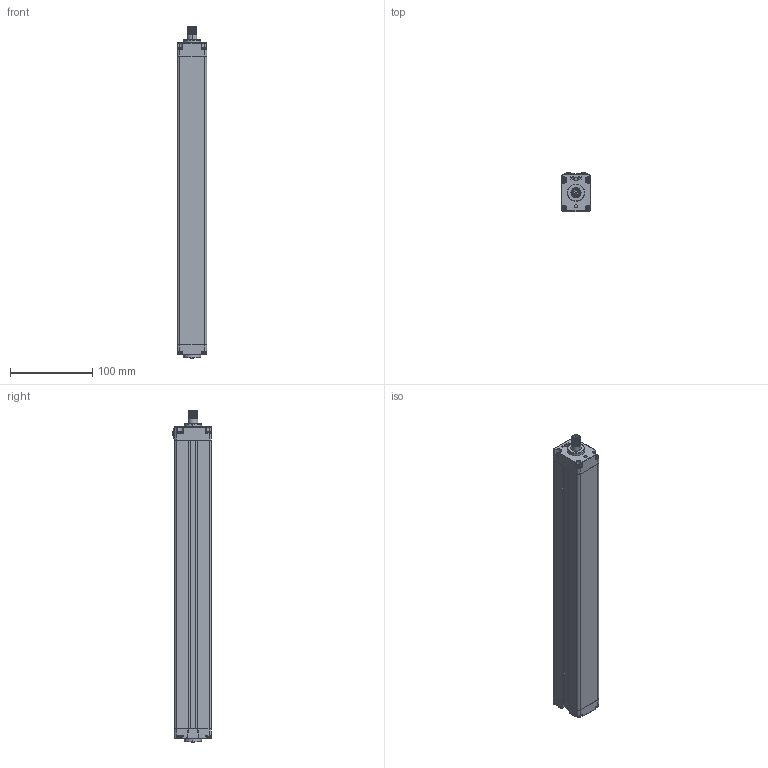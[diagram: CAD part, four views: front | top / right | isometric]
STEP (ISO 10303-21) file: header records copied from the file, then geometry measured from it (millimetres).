
FILE_DESCRIPTION((''),'2;1');
FILE_NAME('157323_SW','2011-03-03T',('banengservice'),('BANNER ENGINEERING'),'PRO/ENGINEER BY PARAMETRIC TECHNOLOGY CORPORATION, 2009141','PRO/ENGINEER BY PARAMETRIC TECHNOLOGY CORPORATION, 2009141','');
FILE_SCHEMA(('CONFIG_CONTROL_DESIGN'));
Length unit declared in the file: inch
Products named in the file (1): 157323_SW
Bounding box: 36 x 47.41 x 403.8 mm (x, y, z)
Volume: 250941.8 mm3; surface area: 150523.8 mm2
Topology: 1 solids, 1 shells, 1067 faces, 2792 edges, 1753 vertices
Faces by surface type: plane 537, cylinder 404, torus 58, sphere 40, bspline 21, cone 7
Entity records: 41145 total; most frequent: CARTESIAN_POINT 14646, ORIENTED_EDGE 5544, DIRECTION 5502, EDGE_CURVE 2772, AXIS2_PLACEMENT_3D 1854, VECTOR 1794, LINE 1794, VERTEX_POINT 1753
